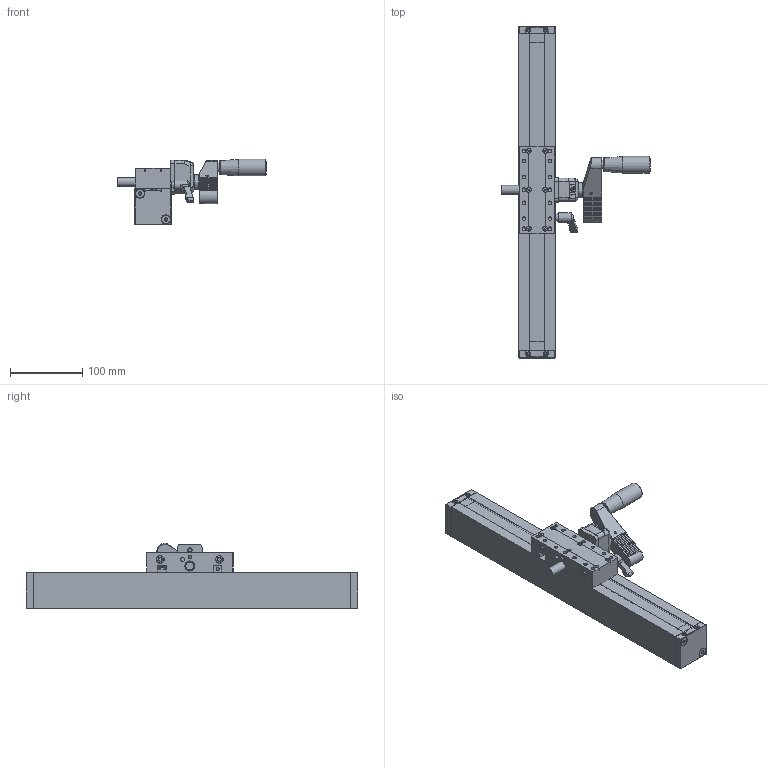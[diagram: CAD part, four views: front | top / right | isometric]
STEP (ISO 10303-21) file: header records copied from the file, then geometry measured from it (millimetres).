
FILE_DESCRIPTION(/* description */ ('Unknown'),/* implementation_level */ '2;1');
FILE_NAME(/* name */ 'Zahnstangenantrieb50-einfach',/* time_stamp */ '2020-03-29T07:23:23+02:00',/* author */ ('Unknown'),/* organization */ ('Unknown'),/* preprocessor_version */ 'ST-DEVELOPER v16.7',/* originating_system */ 'Solid Edge',/* authorisation */ 'Unknown');
FILE_SCHEMA (('AUTOMOTIVE_DESIGN {1 0 10303 214 3 1 1}'));
Products named in the file (4): 4-Zahnstange50-SchlittenPA120lg-dy; A-Profil-50-Zahnstange-M5-dy; A-0000128-Schlitten50-120lg-Zahnstange-Digi-Handk-dy; A-0000098-Deckel50-geschraubt-dy
Assembly tree (4 placements, depth 2):
  4-Zahnstange50-SchlittenPA120lg-dy
    A-Profil-50-Zahnstange-M5-dy
    A-0000128-Schlitten50-120lg-Zahnstange-Digi-Handk-dy
    A-0000098-Deckel50-geschraubt-dy  x2
Bounding box: 206.79 x 460.3 x 90.53 mm (x, y, z)
Volume: 1056106.9 mm3; surface area: 305349.8 mm2
Topology: 4 solids, 6 shells, 2187 faces, 6119 edges, 3970 vertices
Faces by surface type: plane 1530, cylinder 401, cone 164, bspline 51, torus 32, sphere 9
Full cylindrical faces by diameter (mm): 3 x5, 3.2 x4, 4 x1, 4.134 x4, 4.5 x1, 4.917 x34, 5 x12, 5.5 x6, 5.6 x2, 5.8 x4, 6 x7, 6.2 x2, 6.4 x10, 8 x1, 8.3 x1, 10 x7, 10.5 x4, 12 x8, 13 x2, 13.024 x1, 14 x3, 16 x1, 20 x1, 22 x1, 23 x1, 27 x1
Entity records: 75709 total; most frequent: CARTESIAN_POINT 13494, ORIENTED_EDGE 10082, DIRECTION 9423, EDGE_CURVE 5041, LINE 3773, VECTOR 3773, VERTEX_POINT 3389, AXIS2_PLACEMENT_3D 2825
